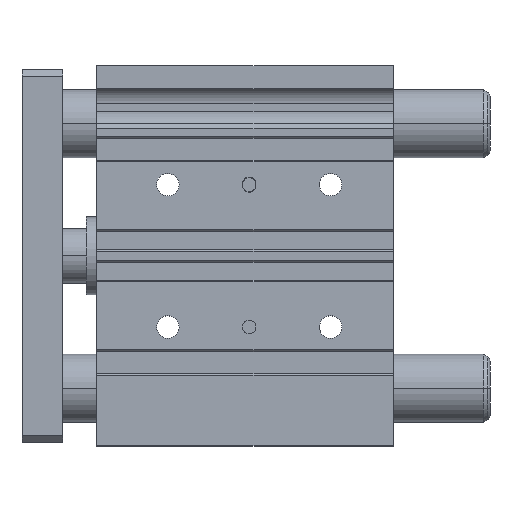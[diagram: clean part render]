
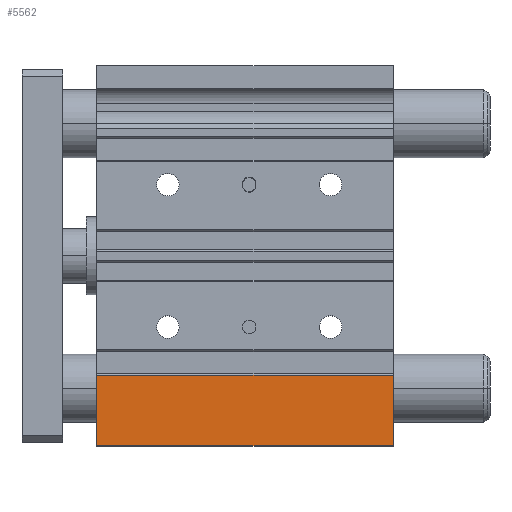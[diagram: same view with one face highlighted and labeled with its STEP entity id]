
A CAD part, top view. The second image highlights one B-rep face of the part: STEP entity #5562.
In plain terms, the highlighted planar face has unit normal (0, 0, 1).
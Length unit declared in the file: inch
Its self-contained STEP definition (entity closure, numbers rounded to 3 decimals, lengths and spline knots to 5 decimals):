
#102 = EDGE_LOOP ( 'NONE', ( #10361, #11321, #7992, #9069 ) ) ;
#249 = CARTESIAN_POINT ( 'NONE',  ( 3.44488, -1.3878, 0.94488 ) ) ;
#858 = VERTEX_POINT ( 'NONE', #11417 ) ;
#1763 = VERTEX_POINT ( 'NONE', #7312 ) ;
#2087 = CARTESIAN_POINT ( 'NONE',  ( 0., -1.3878, 0.94488 ) ) ;
#2669 = DIRECTION ( 'NONE',  ( 0., -1., 0. ) ) ;
#2779 = VECTOR ( 'NONE', #7617, 39.37008 ) ;
#2995 = VECTOR ( 'NONE', #8623, 39.37008 ) ;
#3930 = VERTEX_POINT ( 'NONE', #4473 ) ;
#3967 = VECTOR ( 'NONE', #9627, 39.37008 ) ;
#4276 = CARTESIAN_POINT ( 'NONE',  ( 3.44488, -1.3878, 0.94488 ) ) ;
#4473 = CARTESIAN_POINT ( 'NONE',  ( 0., -1.3878, 0.94488 ) ) ;
#5465 = DIRECTION ( 'NONE',  ( 0., 0., -1. ) ) ;
#5562 = ADVANCED_FACE ( 'NONE', ( #10995 ), #5853, .F. ) ;
#5853 = PLANE ( 'NONE',  #8861 ) ;
#5870 = CARTESIAN_POINT ( 'NONE',  ( 3.44488, -2.20472, 0.94488 ) ) ;
#5973 = CARTESIAN_POINT ( 'NONE',  ( 3.44488, -1.3878, 0.94488 ) ) ;
#7003 = EDGE_CURVE ( 'NONE', #3930, #1763, #10425, .T. ) ;
#7312 = CARTESIAN_POINT ( 'NONE',  ( 0., -2.20472, 0.94488 ) ) ;
#7617 = DIRECTION ( 'NONE',  ( -1., 0., 0. ) ) ;
#7761 = EDGE_CURVE ( 'NONE', #858, #1763, #8562, .T. ) ;
#7992 = ORIENTED_EDGE ( 'NONE', *, *, #11264, .F. ) ;
#8319 = CARTESIAN_POINT ( 'NONE',  ( 3.44488, -1.3878, 0.94488 ) ) ;
#8541 = DIRECTION ( 'NONE',  ( 0., -1., 0. ) ) ;
#8562 = LINE ( 'NONE', #5870, #2995 ) ;
#8600 = LINE ( 'NONE', #249, #2779 ) ;
#8623 = DIRECTION ( 'NONE',  ( -1., 0., 0. ) ) ;
#8861 = AXIS2_PLACEMENT_3D ( 'NONE', #8319, #5465, #2669 ) ;
#9069 = ORIENTED_EDGE ( 'NONE', *, *, #9162, .T. ) ;
#9162 = EDGE_CURVE ( 'NONE', #9342, #3930, #8600, .T. ) ;
#9342 = VERTEX_POINT ( 'NONE', #4276 ) ;
#9625 = VECTOR ( 'NONE', #8541, 39.37008 ) ;
#9627 = DIRECTION ( 'NONE',  ( 0., -1., 0. ) ) ;
#10361 = ORIENTED_EDGE ( 'NONE', *, *, #7003, .T. ) ;
#10425 = LINE ( 'NONE', #2087, #3967 ) ;
#10995 = FACE_OUTER_BOUND ( 'NONE', #102, .T. ) ;
#11264 = EDGE_CURVE ( 'NONE', #9342, #858, #11387, .T. ) ;
#11321 = ORIENTED_EDGE ( 'NONE', *, *, #7761, .F. ) ;
#11387 = LINE ( 'NONE', #5973, #9625 ) ;
#11417 = CARTESIAN_POINT ( 'NONE',  ( 3.44488, -2.20472, 0.94488 ) ) ;
